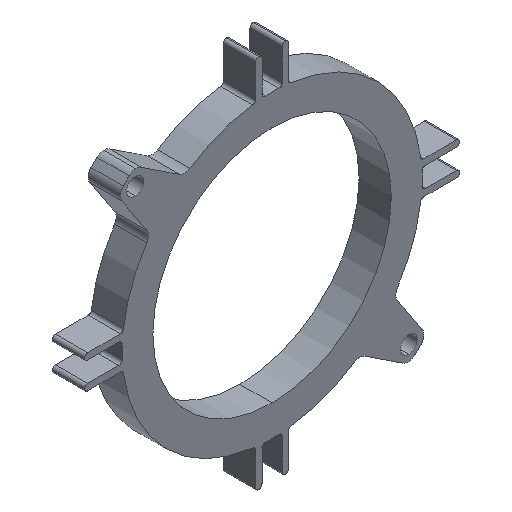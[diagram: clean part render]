
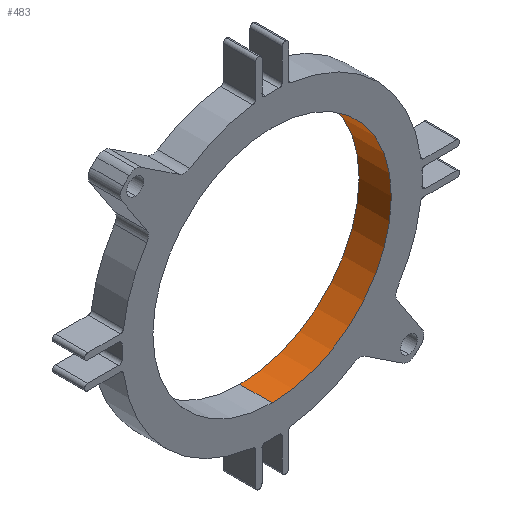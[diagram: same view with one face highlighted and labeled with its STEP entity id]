
A CAD part, isometric view. The second image highlights one B-rep face of the part: STEP entity #483.
In plain terms, the highlighted cylindrical face has radius 74 mm (diameter 148 mm), a partial arc.
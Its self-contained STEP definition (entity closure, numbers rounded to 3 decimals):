
#5 = VERTEX_POINT ( 'NONE', #1786 ) ;
#34 = LINE ( 'NONE', #904, #384 ) ;
#53 = LINE ( 'NONE', #1637, #2037 ) ;
#56 = AXIS2_PLACEMENT_3D ( 'NONE', #1423, #1373, #2049 ) ;
#99 = EDGE_CURVE ( 'NONE', #5, #1769, #34, .T. ) ;
#138 = DIRECTION ( 'NONE',  ( 0., 0., 1. ) ) ;
#301 = FACE_OUTER_BOUND ( 'NONE', #1992, .T. ) ;
#384 = VECTOR ( 'NONE', #1179, 1000. ) ;
#449 = EDGE_CURVE ( 'NONE', #2642, #455, #53, .T. ) ;
#455 = VERTEX_POINT ( 'NONE', #1593 ) ;
#483 = ADVANCED_FACE ( 'NONE', ( #301 ), #497, .F. ) ;
#497 = CYLINDRICAL_SURFACE ( 'NONE', #56, 74. ) ;
#511 = AXIS2_PLACEMENT_3D ( 'NONE', #594, #1681, #581 ) ;
#581 = DIRECTION ( 'NONE',  ( 0., 0., 1. ) ) ;
#591 = DIRECTION ( 'NONE',  ( 0., 1., 0. ) ) ;
#594 = CARTESIAN_POINT ( 'NONE',  ( 0., 0., 0. ) ) ;
#602 = EDGE_CURVE ( 'NONE', #455, #1769, #1384, .T. ) ;
#904 = CARTESIAN_POINT ( 'NONE',  ( 0., 0., -74. ) ) ;
#1032 = EDGE_CURVE ( 'NONE', #2642, #5, #1297, .T. ) ;
#1179 = DIRECTION ( 'NONE',  ( 0., 1., 0. ) ) ;
#1216 = CARTESIAN_POINT ( 'NONE',  ( 0., 0., -74. ) ) ;
#1297 = CIRCLE ( 'NONE', #2042, 74. ) ;
#1373 = DIRECTION ( 'NONE',  ( 0., 1., 0. ) ) ;
#1384 = CIRCLE ( 'NONE', #511, 74. ) ;
#1423 = CARTESIAN_POINT ( 'NONE',  ( 0., 0., 0. ) ) ;
#1593 = CARTESIAN_POINT ( 'NONE',  ( 0., 0., 74. ) ) ;
#1637 = CARTESIAN_POINT ( 'NONE',  ( 0., 0., 74. ) ) ;
#1647 = CARTESIAN_POINT ( 'NONE',  ( 0., -20., 0. ) ) ;
#1681 = DIRECTION ( 'NONE',  ( 0., 1., 0. ) ) ;
#1769 = VERTEX_POINT ( 'NONE', #1216 ) ;
#1786 = CARTESIAN_POINT ( 'NONE',  ( 0., -20., -74. ) ) ;
#1793 = ORIENTED_EDGE ( 'NONE', *, *, #99, .F. ) ;
#1877 = CARTESIAN_POINT ( 'NONE',  ( 0., -20., 74. ) ) ;
#1976 = ORIENTED_EDGE ( 'NONE', *, *, #1032, .F. ) ;
#1992 = EDGE_LOOP ( 'NONE', ( #1793, #1976, #2522, #2481 ) ) ;
#2037 = VECTOR ( 'NONE', #2540, 1000. ) ;
#2042 = AXIS2_PLACEMENT_3D ( 'NONE', #1647, #591, #138 ) ;
#2049 = DIRECTION ( 'NONE',  ( 0., 0., 1. ) ) ;
#2481 = ORIENTED_EDGE ( 'NONE', *, *, #602, .T. ) ;
#2522 = ORIENTED_EDGE ( 'NONE', *, *, #449, .T. ) ;
#2540 = DIRECTION ( 'NONE',  ( 0., 1., 0. ) ) ;
#2642 = VERTEX_POINT ( 'NONE', #1877 ) ;
